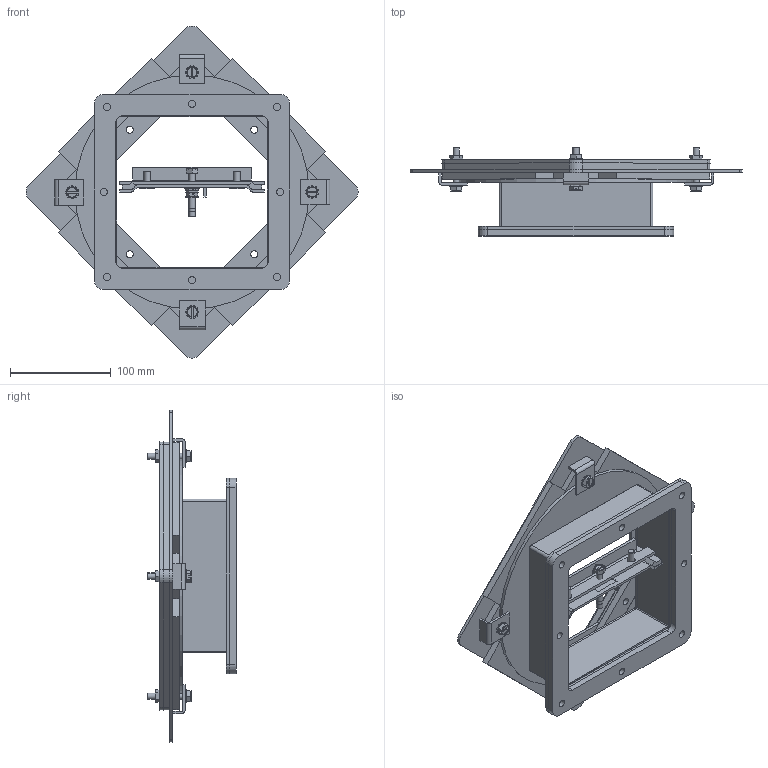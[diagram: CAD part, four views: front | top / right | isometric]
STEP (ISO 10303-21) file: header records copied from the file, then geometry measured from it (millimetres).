
FILE_DESCRIPTION (( 'STEP AP203' ), '1' );
FILE_NAME ('1485DV1.step', '2020-11-19T14:37:40', ( 'ADC123' ), ( 'Microsoft' ), 'SwSTEP 2.0', 'SolidWorks 2019', '' );
FILE_SCHEMA (( 'CONFIG_CONTROL_DESIGN' ));
Length unit declared in the file: inch
Products named in the file (1): 1485DV1
Bounding box: 328.8 x 87.22 x 328.8 mm (x, y, z)
Volume: 721090.6 mm3; surface area: 435293 mm2
Topology: 41 solids, 41 shells, 785 faces, 2055 edges, 1367 vertices
Faces by surface type: plane 542, cylinder 218, bspline 18, cone 7
Full cylindrical faces by diameter (mm): 4.763 x2, 4.976 x6, 5.7 x1, 6.198 x5, 6.248 x1, 6.35 x3, 6.553 x5, 6.731 x2, 7.137 x44, 7.925 x4, 7.938 x2, 9.525 x5, 13.208 x1, 14.287 x2, 231.775 x1
Entity records: 24613 total; most frequent: CARTESIAN_POINT 5031, ORIENTED_EDGE 3926, DIRECTION 3885, EDGE_CURVE 1963, LINE 1461, VECTOR 1461, VERTEX_POINT 1366, AXIS2_PLACEMENT_3D 1212
